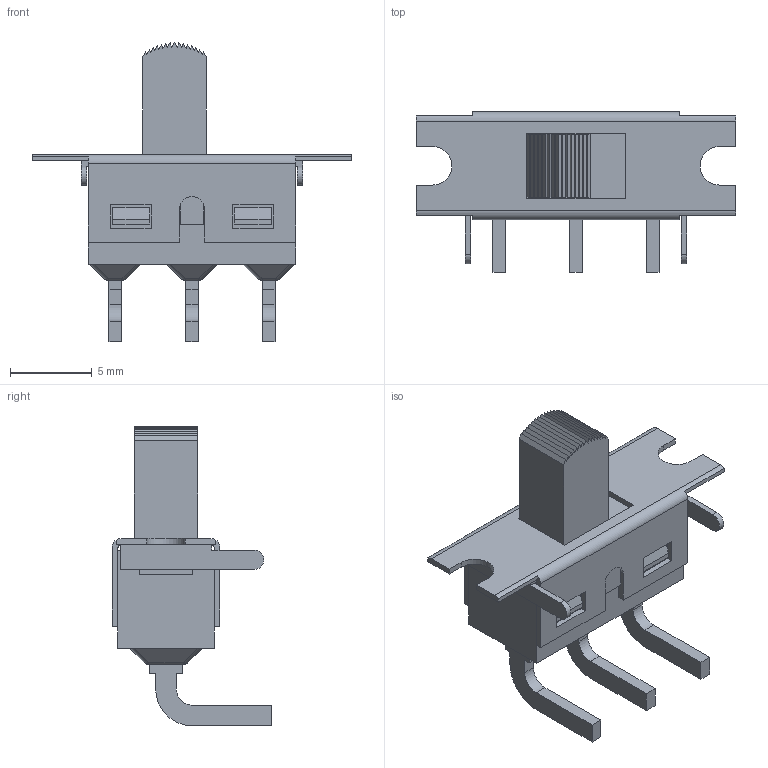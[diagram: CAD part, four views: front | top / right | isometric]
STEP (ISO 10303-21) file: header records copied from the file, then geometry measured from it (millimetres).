
FILE_DESCRIPTION((''),'2;1');
FILE_NAME('500SSPxS2M6xEB.stp','2017-07-25T11:36:09',('mwilliams'),(''),'Autodesk Inventor 2012','Autodesk Inventor 2012','');
FILE_SCHEMA(('AUTOMOTIVE_DESIGN { 1 0 10303 214 1 1 1 1 }'));
Length unit declared in the file: millimetre
Products named in the file (6): T511036; 500 SSP BODY; 500 SSP M6; 500 SSP M6 SUPPORT; 500 SSP COVER M6 W-EARS; 500 ACTUATOR S2
Assembly tree (5 placements, depth 2):
  T511036
    500 SSP BODY
    500 SSP M6
    500 SSP M6 SUPPORT
    500 SSP COVER M6 W-EARS
    500 ACTUATOR S2
Bounding box: 19.56 x 9.78 x 18.35 mm (x, y, z)
Volume: 465.2 mm3; surface area: 1637.3 mm2
Topology: 7 solids, 7 shells, 265 faces, 678 edges, 439 vertices
Faces by surface type: plane 209, cylinder 43, sphere 12, cone 1
Full cylindrical faces by diameter (mm): 2.4 x1
Entity records: 8143 total; most frequent: CARTESIAN_POINT 1391, ORIENTED_EDGE 1352, DIRECTION 1319, EDGE_CURVE 676, VECTOR 585, LINE 585, VERTEX_POINT 439, AXIS2_PLACEMENT_3D 367
